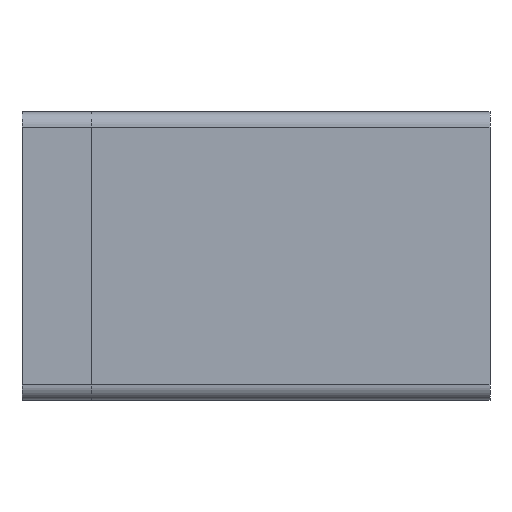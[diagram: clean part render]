
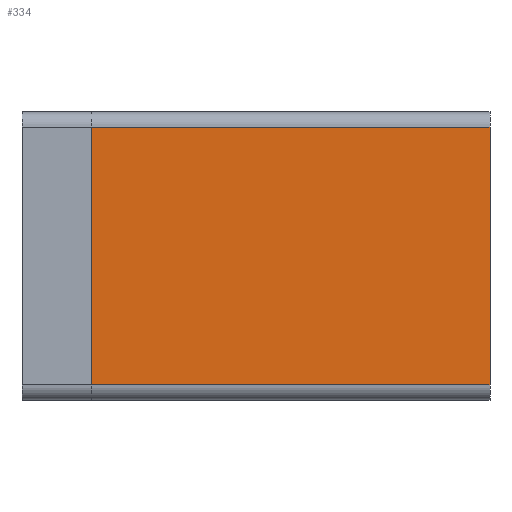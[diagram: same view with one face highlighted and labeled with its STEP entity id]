
A CAD part, top view. The second image highlights one B-rep face of the part: STEP entity #334.
In plain terms, the highlighted planar face has unit normal (0, 0, 1).
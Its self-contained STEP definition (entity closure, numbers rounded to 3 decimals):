
#17=PLANE('',#371);
#30=FACE_OUTER_BOUND('',#50,.T.);
#50=EDGE_LOOP('',(#233,#234,#235,#236));
#70=LINE('',#519,#102);
#71=LINE('',#522,#103);
#72=LINE('',#524,#104);
#73=LINE('',#525,#105);
#102=VECTOR('',#413,10.);
#103=VECTOR('',#416,10.);
#104=VECTOR('',#417,10.);
#105=VECTOR('',#418,10.);
#150=VERTEX_POINT('',#513);
#152=VERTEX_POINT('',#517);
#153=VERTEX_POINT('',#521);
#154=VERTEX_POINT('',#523);
#184=EDGE_CURVE('',#152,#150,#70,.T.);
#185=EDGE_CURVE('',#150,#153,#71,.T.);
#186=EDGE_CURVE('',#152,#154,#72,.T.);
#187=EDGE_CURVE('',#153,#154,#73,.T.);
#233=ORIENTED_EDGE('',*,*,#185,.F.);
#234=ORIENTED_EDGE('',*,*,#184,.F.);
#235=ORIENTED_EDGE('',*,*,#186,.T.);
#236=ORIENTED_EDGE('',*,*,#187,.F.);
#334=ADVANCED_FACE('',(#30),#17,.T.);
#371=AXIS2_PLACEMENT_3D('',#520,#414,#415);
#413=DIRECTION('',(-1.,0.,0.));
#414=DIRECTION('center_axis',(0.,0.,1.));
#415=DIRECTION('ref_axis',(1.,0.,0.));
#416=DIRECTION('',(0.,1.,0.));
#417=DIRECTION('',(0.,1.,0.));
#418=DIRECTION('',(1.,0.,0.));
#513=CARTESIAN_POINT('',(9.,-35.5,4.9));
#517=CARTESIAN_POINT('',(60.8,-35.5,4.9));
#519=CARTESIAN_POINT('',(15.2,-35.5,4.9));
#520=CARTESIAN_POINT('Origin',(30.4,-18.75,4.9));
#521=CARTESIAN_POINT('',(9.,-2.,4.9));
#522=CARTESIAN_POINT('',(9.,-18.75,4.9));
#523=CARTESIAN_POINT('',(60.8,-2.,4.9));
#524=CARTESIAN_POINT('',(60.8,0.,4.9));
#525=CARTESIAN_POINT('',(45.6,-2.,4.9));
